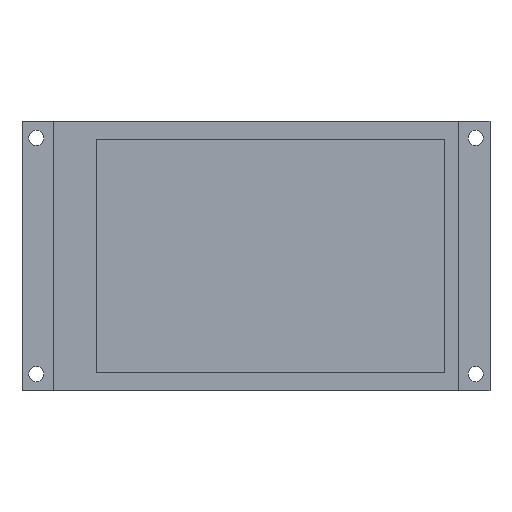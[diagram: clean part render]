
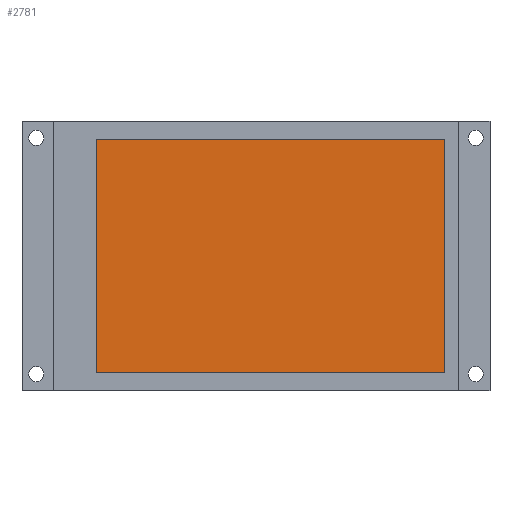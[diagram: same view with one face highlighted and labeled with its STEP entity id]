
A CAD part, top view. The second image highlights one B-rep face of the part: STEP entity #2781.
In plain terms, the highlighted planar face has unit normal (0, 0, 1).
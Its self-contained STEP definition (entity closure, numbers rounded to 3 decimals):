
#199=FACE_OUTER_BOUND('',#376,.T.);
#376=EDGE_LOOP('',(#2362,#2363,#2364,#2365));
#724=LINE('',#4349,#1084);
#727=LINE('',#4355,#1087);
#730=LINE('',#4361,#1090);
#733=LINE('',#4365,#1093);
#1084=VECTOR('',#3595,10.);
#1087=VECTOR('',#3600,10.);
#1090=VECTOR('',#3605,10.);
#1093=VECTOR('',#3610,10.);
#1316=VERTEX_POINT('',#4346);
#1317=VERTEX_POINT('',#4348);
#1319=VERTEX_POINT('',#4354);
#1321=VERTEX_POINT('',#4360);
#1668=EDGE_CURVE('',#1317,#1316,#724,.T.);
#1671=EDGE_CURVE('',#1319,#1317,#727,.T.);
#1674=EDGE_CURVE('',#1321,#1319,#730,.T.);
#1677=EDGE_CURVE('',#1316,#1321,#733,.T.);
#2362=ORIENTED_EDGE('',*,*,#1677,.T.);
#2363=ORIENTED_EDGE('',*,*,#1674,.T.);
#2364=ORIENTED_EDGE('',*,*,#1671,.T.);
#2365=ORIENTED_EDGE('',*,*,#1668,.T.);
#2598=PLANE('',#2958);
#2781=ADVANCED_FACE('',(#199),#2598,.T.);
#2958=AXIS2_PLACEMENT_3D('',#4366,#3611,#3612);
#3595=DIRECTION('',(1.,0.,0.));
#3600=DIRECTION('',(0.,-1.,0.));
#3605=DIRECTION('',(-1.,0.,0.));
#3610=DIRECTION('',(0.,1.,0.));
#3611=DIRECTION('center_axis',(0.,0.,1.));
#3612=DIRECTION('ref_axis',(1.,0.,0.));
#4346=CARTESIAN_POINT('',(88.6,3.75,6.1));
#4348=CARTESIAN_POINT('',(15.6,3.75,6.1));
#4349=CARTESIAN_POINT('',(15.6,3.75,6.1));
#4354=CARTESIAN_POINT('',(15.6,52.75,6.1));
#4355=CARTESIAN_POINT('',(15.6,52.75,6.1));
#4360=CARTESIAN_POINT('',(88.6,52.75,6.1));
#4361=CARTESIAN_POINT('',(88.6,52.75,6.1));
#4365=CARTESIAN_POINT('',(88.6,3.75,6.1));
#4366=CARTESIAN_POINT('Origin',(52.1,28.25,6.1));
